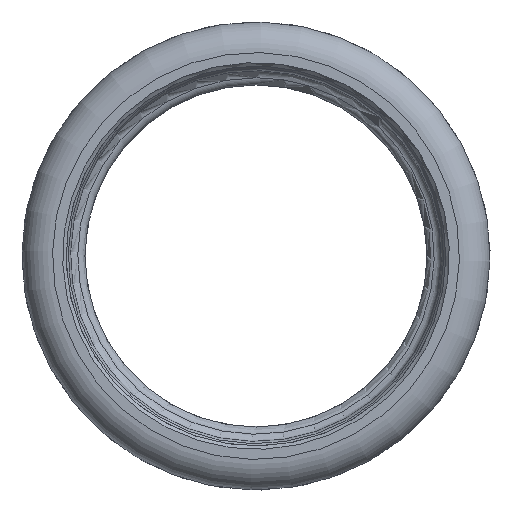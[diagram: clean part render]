
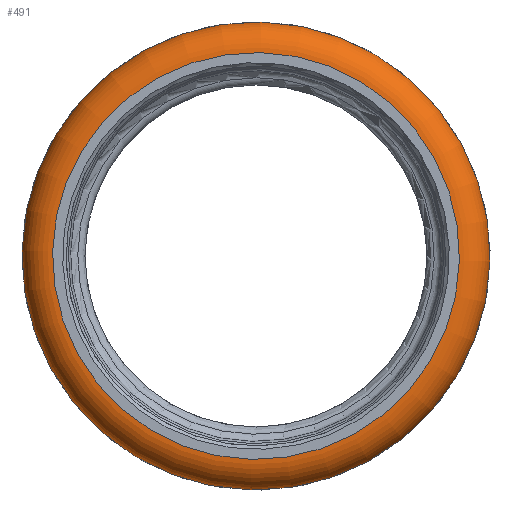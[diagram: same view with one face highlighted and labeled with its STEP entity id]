
A CAD part, left-side view. The second image highlights one B-rep face of the part: STEP entity #491.
In plain terms, the highlighted toroidal (fillet/blend) face has major radius 23.2 mm and minor radius 3.5 mm.
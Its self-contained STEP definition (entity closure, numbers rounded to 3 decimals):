
#35=TOROIDAL_SURFACE('',#571,23.2,3.5);
#59=FACE_OUTER_BOUND('',#93,.T.);
#93=EDGE_LOOP('',(#367,#368,#369,#370));
#166=CIRCLE('',#570,26.102);
#167=CIRCLE('',#572,23.2);
#168=CIRCLE('',#573,3.5);
#212=VERTEX_POINT('',#866);
#213=VERTEX_POINT('',#870);
#265=EDGE_CURVE('',#212,#212,#166,.T.);
#267=EDGE_CURVE('',#213,#213,#167,.T.);
#268=EDGE_CURVE('',#213,#212,#168,.T.);
#367=ORIENTED_EDGE('',*,*,#267,.F.);
#368=ORIENTED_EDGE('',*,*,#268,.T.);
#369=ORIENTED_EDGE('',*,*,#265,.T.);
#370=ORIENTED_EDGE('',*,*,#268,.F.);
#491=ADVANCED_FACE('',(#59),#35,.T.);
#570=AXIS2_PLACEMENT_3D('',#867,#705,#706);
#571=AXIS2_PLACEMENT_3D('',#869,#708,#709);
#572=AXIS2_PLACEMENT_3D('',#871,#710,#711);
#573=AXIS2_PLACEMENT_3D('',#872,#712,#713);
#705=DIRECTION('center_axis',(-1.,0.,0.));
#706=DIRECTION('ref_axis',(0.,1.,0.));
#708=DIRECTION('center_axis',(-1.,0.,0.));
#709=DIRECTION('ref_axis',(0.,0.878,-0.479));
#710=DIRECTION('center_axis',(-1.,0.,0.));
#711=DIRECTION('ref_axis',(0.,1.,0.));
#712=DIRECTION('center_axis',(0.,0.479,0.878));
#713=DIRECTION('ref_axis',(0.,-0.878,0.479));
#866=CARTESIAN_POINT('',(-30.043,-22.906,12.514));
#867=CARTESIAN_POINT('Origin',(-30.043,0.,0.));
#869=CARTESIAN_POINT('Origin',(-32.,0.,0.));
#870=CARTESIAN_POINT('',(-35.5,-20.36,11.123));
#871=CARTESIAN_POINT('Origin',(-35.5,0.,0.));
#872=CARTESIAN_POINT('Origin',(-32.,-20.36,11.123));
